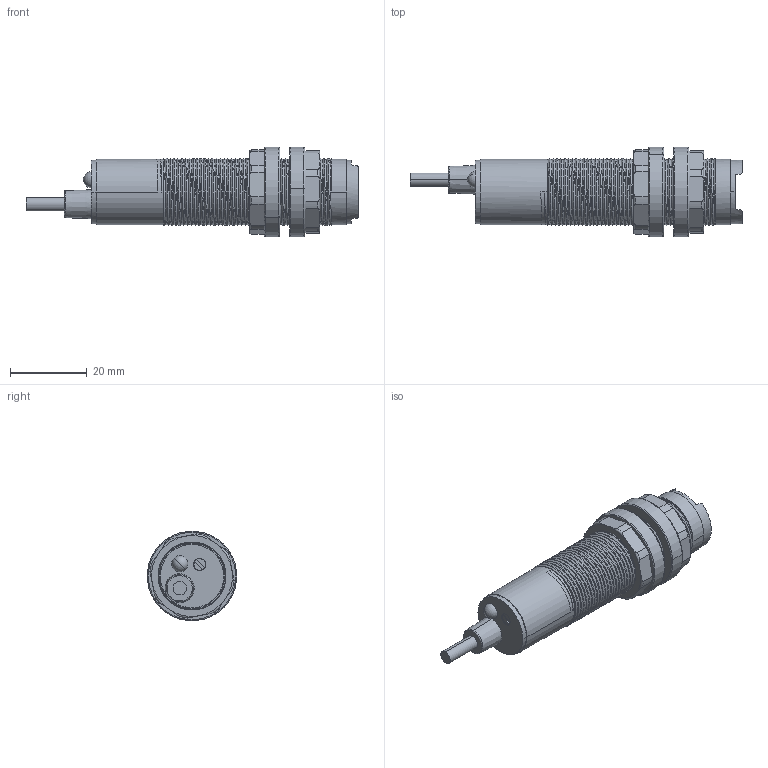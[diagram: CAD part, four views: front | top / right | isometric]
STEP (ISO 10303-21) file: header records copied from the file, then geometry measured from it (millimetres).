
FILE_DESCRIPTION((''),'2;1');
FILE_NAME('SENSER_PSD_2_ASM','2019-10-21T',('rlaxo'),(''),'CREO PARAMETRIC BY PTC INC, 2014190','CREO PARAMETRIC BY PTC INC, 2014190','');
FILE_SCHEMA(('CONFIG_CONTROL_DESIGN'));
Length unit declared in the file: millimetre
Products named in the file (3): SENSOR_PSD_2; SENSOR_PSD_2_NUT; SENSER_PSD_2_ASM
Assembly tree (3 placements, depth 2):
  SENSER_PSD_2_ASM
    SENSOR_PSD_2
    SENSOR_PSD_2_NUT  x2
Bounding box: 86.25 x 23.19 x 23.19 mm (x, y, z)
Volume: 18571.9 mm3; surface area: 7768.9 mm2
Topology: 3 solids, 3 shells, 272 faces, 742 edges, 482 vertices
Faces by surface type: cylinder 158, plane 46, bspline 36, torus 26, cone 4, sphere 2
Entity records: 19643 total; most frequent: CARTESIAN_POINT 14600, ORIENTED_EDGE 1202, DIRECTION 780, EDGE_CURVE 601, VERTEX_POINT 394, B_SPLINE_CURVE_WITH_KNOTS 304, AXIS2_PLACEMENT_3D 289, EDGE_LOOP 227
